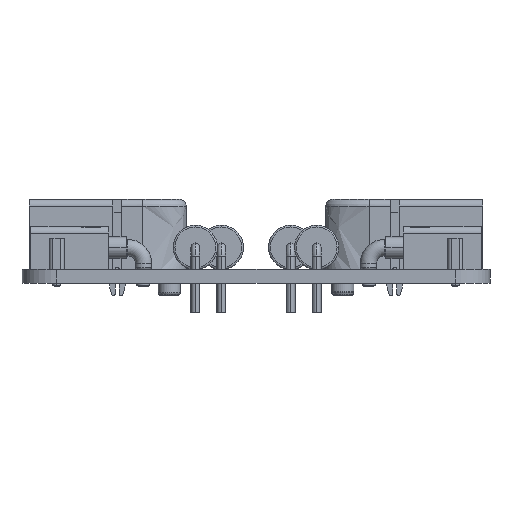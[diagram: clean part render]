
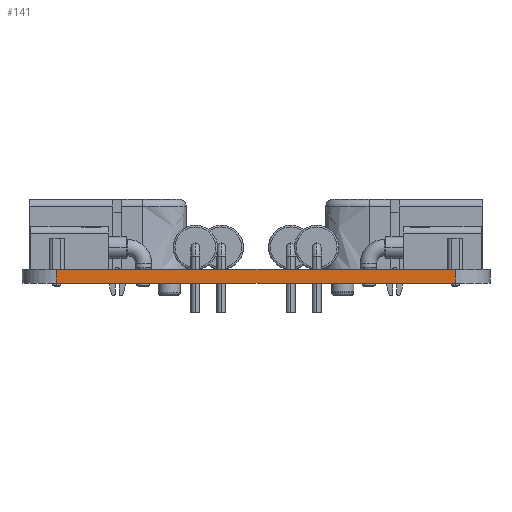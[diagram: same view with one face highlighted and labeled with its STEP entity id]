
A CAD part, left-side view. The second image highlights one B-rep face of the part: STEP entity #141.
In plain terms, the highlighted planar face has unit normal (-1, 0, 0).
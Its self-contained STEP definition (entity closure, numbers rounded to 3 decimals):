
#103 = EDGE_CURVE('',#104,#106,#108,.T.);
#104 = VERTEX_POINT('',#105);
#105 = CARTESIAN_POINT('',(58.013,-3.,0.));
#106 = VERTEX_POINT('',#107);
#107 = CARTESIAN_POINT('',(58.013,-3.,1.6
    ));
#108 = LINE('',#109,#110);
#109 = CARTESIAN_POINT('',(58.013,-3.,0.));
#110 = VECTOR('',#111,1.);
#111 = DIRECTION('',(0.,0.,1.));
#141 = ADVANCED_FACE('',(#142),#167,.T.);
#142 = FACE_BOUND('',#143,.T.);
#143 = EDGE_LOOP('',(#144,#154,#160,#161));
#144 = ORIENTED_EDGE('',*,*,#145,.T.);
#145 = EDGE_CURVE('',#146,#148,#150,.T.);
#146 = VERTEX_POINT('',#147);
#147 = CARTESIAN_POINT('',(58.013,-49.,0.));
#148 = VERTEX_POINT('',#149);
#149 = CARTESIAN_POINT('',(58.013,-49.,
    1.6));
#150 = LINE('',#151,#152);
#151 = CARTESIAN_POINT('',(58.013,-49.,0.));
#152 = VECTOR('',#153,1.);
#153 = DIRECTION('',(0.,0.,1.));
#154 = ORIENTED_EDGE('',*,*,#155,.T.);
#155 = EDGE_CURVE('',#148,#106,#156,.T.);
#156 = LINE('',#157,#158);
#157 = CARTESIAN_POINT('',(58.013,-49.,
    1.6));
#158 = VECTOR('',#159,1.);
#159 = DIRECTION('',(0.,1.,0.));
#160 = ORIENTED_EDGE('',*,*,#103,.F.);
#161 = ORIENTED_EDGE('',*,*,#162,.F.);
#162 = EDGE_CURVE('',#146,#104,#163,.T.);
#163 = LINE('',#164,#165);
#164 = CARTESIAN_POINT('',(58.013,-49.,0.));
#165 = VECTOR('',#166,1.);
#166 = DIRECTION('',(0.,1.,0.));
#167 = PLANE('',#168);
#168 = AXIS2_PLACEMENT_3D('',#169,#170,#171);
#169 = CARTESIAN_POINT('',(58.013,-49.,0.));
#170 = DIRECTION('',(-1.,0.,0.));
#171 = DIRECTION('',(0.,1.,0.));
